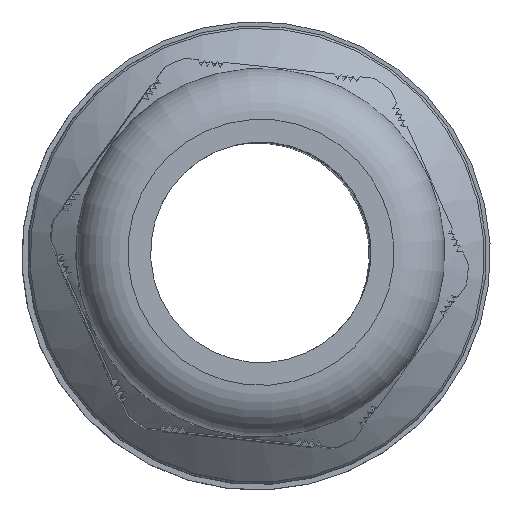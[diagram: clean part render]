
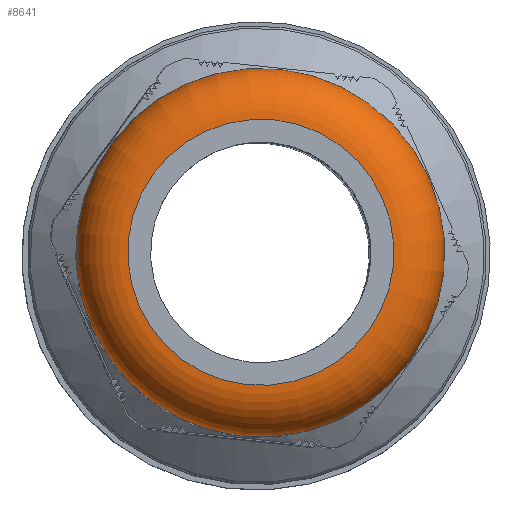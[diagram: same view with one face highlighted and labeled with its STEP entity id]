
A CAD part, left-side view. The second image highlights one B-rep face of the part: STEP entity #8641.
In plain terms, the highlighted toroidal (fillet/blend) face has major radius 10.385 mm and minor radius 4 mm.
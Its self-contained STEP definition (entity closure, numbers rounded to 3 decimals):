
#2090=FACE_BOUND('',#2942,.T.);
#2424=FACE_OUTER_BOUND('',#2941,.T.);
#2941=EDGE_LOOP('',(#7394));
#2942=EDGE_LOOP('',(#7395));
#3403=CIRCLE('',#9440,10.385);
#3404=CIRCLE('',#9442,14.385);
#4116=VERTEX_POINT('',#18748);
#4117=VERTEX_POINT('',#18751);
#5253=EDGE_CURVE('',#4116,#4116,#3403,.T.);
#5254=EDGE_CURVE('',#4117,#4117,#3404,.T.);
#7394=ORIENTED_EDGE('',*,*,#5254,.F.);
#7395=ORIENTED_EDGE('',*,*,#5253,.T.);
#8322=TOROIDAL_SURFACE('',#9441,10.385,4.);
#8641=ADVANCED_FACE('',(#2424,#2090),#8322,.T.);
#9440=AXIS2_PLACEMENT_3D('',#18749,#11270,#11271);
#9441=AXIS2_PLACEMENT_3D('',#18750,#11272,#11273);
#9442=AXIS2_PLACEMENT_3D('',#18752,#11274,#11275);
#11270=DIRECTION('center_axis',(1.,0.,0.));
#11271=DIRECTION('ref_axis',(0.,0.,-1.));
#11272=DIRECTION('center_axis',(1.,0.,0.));
#11273=DIRECTION('ref_axis',(0.,0.,-1.));
#11274=DIRECTION('center_axis',(1.,0.,0.));
#11275=DIRECTION('ref_axis',(0.,0.,-1.));
#18748=CARTESIAN_POINT('',(-21.32,10.385,0.));
#18749=CARTESIAN_POINT('Origin',(-21.32,0.,0.));
#18750=CARTESIAN_POINT('Origin',(-17.32,0.,0.));
#18751=CARTESIAN_POINT('',(-17.32,14.385,0.));
#18752=CARTESIAN_POINT('Origin',(-17.32,0.,0.));
